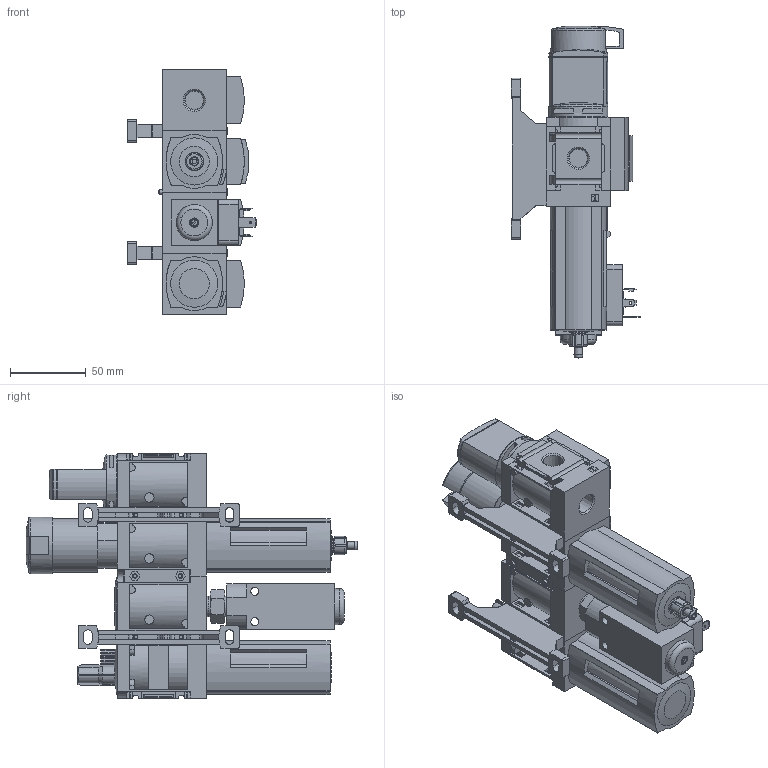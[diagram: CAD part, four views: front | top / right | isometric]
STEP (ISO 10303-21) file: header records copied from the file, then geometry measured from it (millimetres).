
FILE_DESCRIPTION(/* description */ ('STEP AP214'),/* implementation_level */ '2;1');
FILE_NAME(/* name */ '543561_MSB4N-1_4_C3J3F3M1-WP',/* time_stamp */ '2024-09-11T17:41:08+02:00',/* author */ ('License CC BY-ND 4.0'),/* organization */ ('CADENAS'),/* preprocessor_version */ 'ST-DEVELOPER v19.3',/* originating_system */ 'PARTsolutions',/* authorisation */ ' ');
FILE_SCHEMA (('AUTOMOTIVE_DESIGN {1 0 10303 214 3 1 1}'));
Length unit declared in the file: millimetre
Products named in the file (11): 543561 MSB4N-1/4:C3J3F3M1-WP; 541288 MS4N-EM1-1/4-BAR-1D; 527694 MS4N-LFR-1/4-D7-C-R-M-AS-1D; 526489 MS4-LFR-M; 8140202 MS4-WP1---(00wp); 8092760 MS4-MV-B---(42.7_high_m); 527704 MS4N-FRM-1/4-Y-1D; 685721 ESK-1/4-1/4-NPT; 175250 PEV-1/4-B-OD; 8116179 MS4-MV-B---(0_high_m); 527702 MS4N-LOE-1/4-R-1D
Assembly tree (13 placements, depth 2):
  543561 MSB4N-1/4:C3J3F3M1-WP
    541288 MS4N-EM1-1/4-BAR-1D
    527694 MS4N-LFR-1/4-D7-C-R-M-AS-1D
    526489 MS4-LFR-M
    8140202 MS4-WP1---(00wp)  x2
    8092760 MS4-MV-B---(42.7_high_m)  x3
    527704 MS4N-FRM-1/4-Y-1D
    685721 ESK-1/4-1/4-NPT
    175250 PEV-1/4-B-OD
    8116179 MS4-MV-B---(0_high_m)
    527702 MS4N-LOE-1/4-R-1D
Bounding box: 85 x 218.5 x 160.8 mm (x, y, z)
Volume: 789938.3 mm3; surface area: 155919.9 mm2
Topology: 13 solids, 13 shells, 1926 faces, 5318 edges, 3495 vertices
Faces by surface type: plane 1330, cylinder 462, cone 94, torus 32, sphere 8
Full cylindrical faces by diameter (mm): 1.65 x4, 2.459 x7, 2.55 x6, 3 x7, 3.2 x1, 3.5 x2, 5 x2, 5.3 x2, 5.6 x7, 6 x4, 6.1 x9, 6.93 x1, 11.445 x1, 12 x2, 13.482 x2, 22 x1, 22.2 x1, 26 x1, 35.2 x1, 37.2 x1, 37.6 x1, 38.8 x1
Entity records: 62064 total; most frequent: CARTESIAN_POINT 9944, ORIENTED_EDGE 9024, DIRECTION 8690, EDGE_CURVE 4512, LINE 3332, VECTOR 3332, VERTEX_POINT 3035, AXIS2_PLACEMENT_3D 2679
